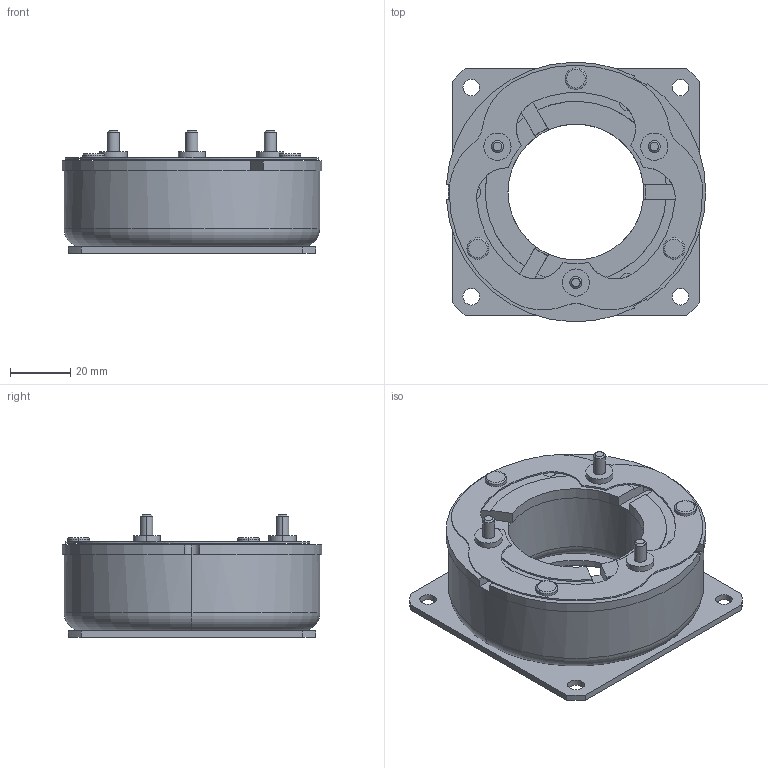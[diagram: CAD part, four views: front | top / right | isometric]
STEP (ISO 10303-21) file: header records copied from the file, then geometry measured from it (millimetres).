
FILE_DESCRIPTION (( 'STEP AP203' ), '1' );
FILE_NAME ('VBEH 1.2_23656300(１体）.STEP', '2016-03-07T02:18:16', ( ' ' ), ( '' ), 'SwSTEP 2.0', 'SolidWorks 2009', '' );
FILE_SCHEMA (( 'CONFIG_CONTROL_DESIGN' ));
Length unit declared in the file: millimetre
Products named in the file (1): VBEH 1.2_23656300(１体）
Bounding box: 85.93 x 85.96 x 40.6 mm (x, y, z)
Volume: 122712.1 mm3; surface area: 32468.8 mm2
Topology: 1 solids, 1 shells, 142 faces, 365 edges, 232 vertices
Faces by surface type: cylinder 80, plane 46, torus 10, cone 6
Entity records: 4496 total; most frequent: DIRECTION 861, CARTESIAN_POINT 740, ORIENTED_EDGE 730, EDGE_CURVE 365, AXIS2_PLACEMENT_3D 353, VERTEX_POINT 232, CIRCLE 210, EDGE_LOOP 165
